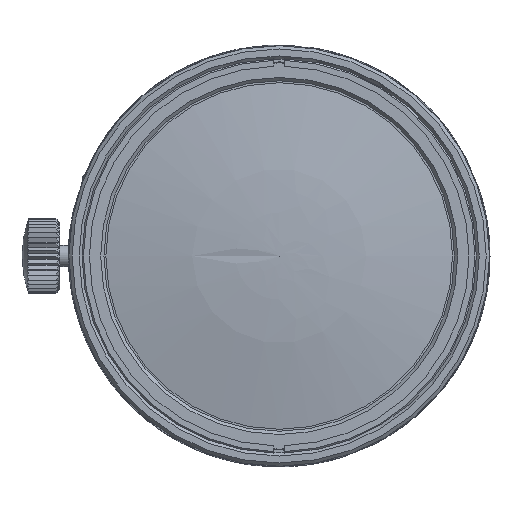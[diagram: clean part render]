
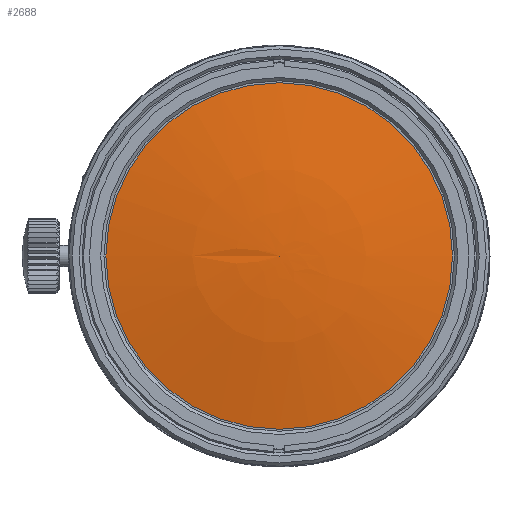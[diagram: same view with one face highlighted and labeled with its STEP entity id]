
A CAD part, left-side view. The second image highlights one B-rep face of the part: STEP entity #2688.
In plain terms, the highlighted face is a revolution surface.
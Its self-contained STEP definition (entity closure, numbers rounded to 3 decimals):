
#149=SURFACE_OF_REVOLUTION('',#340,#151);
#151=AXIS1_PLACEMENT('',#15630,#12742);
#154=VERTEX_LOOP('',#8053);
#340=B_SPLINE_CURVE_WITH_KNOTS('',3,(#15626,#15627,#15628,#15629),
 .UNSPECIFIED.,.F.,.F.,(4,4),(0.,1.),.UNSPECIFIED.);
#2688=ADVANCED_FACE('',(#3341,#3342),#149,.F.);
#3341=FACE_BOUND('',#3893,.T.);
#3342=FACE_BOUND('',#154,.T.);
#3893=EDGE_LOOP('',(#5486));
#5486=ORIENTED_EDGE('',*,*,#9608,.T.);
#8052=VERTEX_POINT('',#15624);
#8053=VERTEX_POINT('',#15625);
#9608=EDGE_CURVE('',#8052,#8052,#10877,.T.);
#10877=CIRCLE('',#11365,16.069);
#11365=AXIS2_PLACEMENT_3D('',#15623,#12740,#12741);
#12740=DIRECTION('',(-1.,0.,0.));
#12741=DIRECTION('',(0.,0.,1.));
#12742=DIRECTION('',(-1.,0.,0.));
#15623=CARTESIAN_POINT('',(-82.7,0.,0.));
#15624=CARTESIAN_POINT('',(-82.7,0.,16.069));
#15625=CARTESIAN_POINT('',(-84.295,0.,0.));
#15626=CARTESIAN_POINT('',(-84.295,0.,0.));
#15627=CARTESIAN_POINT('',(-84.295,5.356,0.));
#15628=CARTESIAN_POINT('',(-83.774,10.713,0.));
#15629=CARTESIAN_POINT('',(-82.7,16.069,0.));
#15630=CARTESIAN_POINT('',(-84.295,0.,0.));
